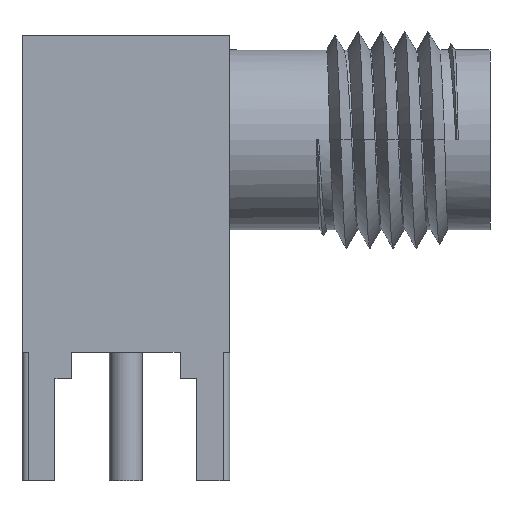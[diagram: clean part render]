
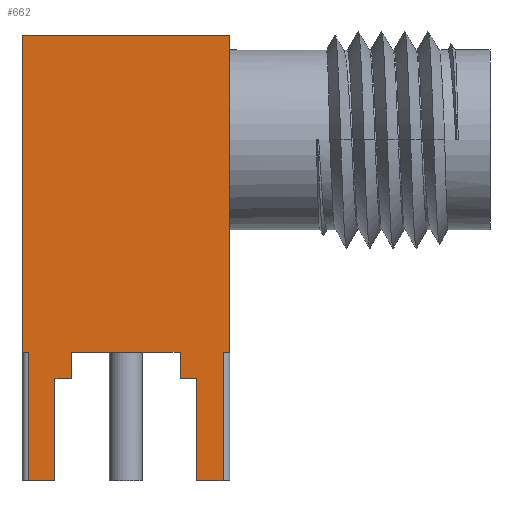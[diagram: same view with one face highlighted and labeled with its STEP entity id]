
A CAD part, left-side view. The second image highlights one B-rep face of the part: STEP entity #662.
In plain terms, the highlighted planar face has unit normal (-1, 0, 0).
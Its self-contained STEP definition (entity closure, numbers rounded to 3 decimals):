
#59 = VERTEX_POINT('',#60);
#60 = CARTESIAN_POINT('',(-3.15,3.15,0.8));
#66 = EDGE_CURVE('',#59,#67,#69,.T.);
#67 = VERTEX_POINT('',#68);
#68 = CARTESIAN_POINT('',(-3.15,3.15,10.43));
#69 = LINE('',#70,#71);
#70 = CARTESIAN_POINT('',(-3.15,3.15,-3.1));
#71 = VECTOR('',#72,1.);
#72 = DIRECTION('',(0.,0.,1.));
#201 = VERTEX_POINT('',#202);
#202 = CARTESIAN_POINT('',(-3.15,2.15,-3.1));
#208 = EDGE_CURVE('',#201,#209,#211,.T.);
#209 = VERTEX_POINT('',#210);
#210 = CARTESIAN_POINT('',(-3.15,2.95,-3.1));
#211 = LINE('',#212,#213);
#212 = CARTESIAN_POINT('',(-3.15,-3.15,-3.1));
#213 = VECTOR('',#214,1.);
#214 = DIRECTION('',(0.,1.,0.));
#645 = VERTEX_POINT('',#646);
#646 = CARTESIAN_POINT('',(-3.15,-3.15,10.43));
#652 = EDGE_CURVE('',#645,#67,#653,.T.);
#653 = LINE('',#654,#655);
#654 = CARTESIAN_POINT('',(-3.15,-3.15,10.43));
#655 = VECTOR('',#656,1.);
#656 = DIRECTION('',(0.,1.,0.));
#662 = ADVANCED_FACE('',(#663),#784,.T.);
#663 = FACE_BOUND('',#664,.T.);
#664 = EDGE_LOOP('',(#665,#675,#683,#691,#697,#698,#699,#707,#713,#714,
    #722,#730,#738,#746,#754,#762,#770,#778));
#665 = ORIENTED_EDGE('',*,*,#666,.F.);
#666 = EDGE_CURVE('',#667,#669,#671,.T.);
#667 = VERTEX_POINT('',#668);
#668 = CARTESIAN_POINT('',(-3.15,-2.95,-3.1));
#669 = VERTEX_POINT('',#670);
#670 = CARTESIAN_POINT('',(-3.15,-2.15,-3.1));
#671 = LINE('',#672,#673);
#672 = CARTESIAN_POINT('',(-3.15,-3.15,-3.1));
#673 = VECTOR('',#674,1.);
#674 = DIRECTION('',(0.,1.,0.));
#675 = ORIENTED_EDGE('',*,*,#676,.F.);
#676 = EDGE_CURVE('',#677,#667,#679,.T.);
#677 = VERTEX_POINT('',#678);
#678 = CARTESIAN_POINT('',(-3.15,-2.95,0.8));
#679 = LINE('',#680,#681);
#680 = CARTESIAN_POINT('',(-3.15,-2.95,0.8));
#681 = VECTOR('',#682,1.);
#682 = DIRECTION('',(0.,0.,-1.));
#683 = ORIENTED_EDGE('',*,*,#684,.F.);
#684 = EDGE_CURVE('',#685,#677,#687,.T.);
#685 = VERTEX_POINT('',#686);
#686 = CARTESIAN_POINT('',(-3.15,-3.15,0.8));
#687 = LINE('',#688,#689);
#688 = CARTESIAN_POINT('',(-3.15,-3.15,0.8));
#689 = VECTOR('',#690,1.);
#690 = DIRECTION('',(0.,1.,0.));
#691 = ORIENTED_EDGE('',*,*,#692,.T.);
#692 = EDGE_CURVE('',#685,#645,#693,.T.);
#693 = LINE('',#694,#695);
#694 = CARTESIAN_POINT('',(-3.15,-3.15,-3.1));
#695 = VECTOR('',#696,1.);
#696 = DIRECTION('',(0.,0.,1.));
#697 = ORIENTED_EDGE('',*,*,#652,.T.);
#698 = ORIENTED_EDGE('',*,*,#66,.F.);
#699 = ORIENTED_EDGE('',*,*,#700,.F.);
#700 = EDGE_CURVE('',#701,#59,#703,.T.);
#701 = VERTEX_POINT('',#702);
#702 = CARTESIAN_POINT('',(-3.15,2.95,0.8));
#703 = LINE('',#704,#705);
#704 = CARTESIAN_POINT('',(-3.15,2.95,0.8));
#705 = VECTOR('',#706,1.);
#706 = DIRECTION('',(0.,1.,0.));
#707 = ORIENTED_EDGE('',*,*,#708,.T.);
#708 = EDGE_CURVE('',#701,#209,#709,.T.);
#709 = LINE('',#710,#711);
#710 = CARTESIAN_POINT('',(-3.15,2.95,0.8));
#711 = VECTOR('',#712,1.);
#712 = DIRECTION('',(0.,-0.,-1.));
#713 = ORIENTED_EDGE('',*,*,#208,.F.);
#714 = ORIENTED_EDGE('',*,*,#715,.T.);
#715 = EDGE_CURVE('',#201,#716,#718,.T.);
#716 = VERTEX_POINT('',#717);
#717 = CARTESIAN_POINT('',(-3.15,2.15,0.));
#718 = LINE('',#719,#720);
#719 = CARTESIAN_POINT('',(-3.15,2.15,-1.55));
#720 = VECTOR('',#721,1.);
#721 = DIRECTION('',(0.,0.,1.));
#722 = ORIENTED_EDGE('',*,*,#723,.T.);
#723 = EDGE_CURVE('',#716,#724,#726,.T.);
#724 = VERTEX_POINT('',#725);
#725 = CARTESIAN_POINT('',(-3.15,1.65,0.));
#726 = LINE('',#727,#728);
#727 = CARTESIAN_POINT('',(-3.15,-0.75,0.));
#728 = VECTOR('',#729,1.);
#729 = DIRECTION('',(0.,-1.,0.));
#730 = ORIENTED_EDGE('',*,*,#731,.T.);
#731 = EDGE_CURVE('',#724,#732,#734,.T.);
#732 = VERTEX_POINT('',#733);
#733 = CARTESIAN_POINT('',(-3.15,1.65,0.8));
#734 = LINE('',#735,#736);
#735 = CARTESIAN_POINT('',(-3.15,1.65,-1.15));
#736 = VECTOR('',#737,1.);
#737 = DIRECTION('',(0.,0.,1.));
#738 = ORIENTED_EDGE('',*,*,#739,.T.);
#739 = EDGE_CURVE('',#732,#740,#742,.T.);
#740 = VERTEX_POINT('',#741);
#741 = CARTESIAN_POINT('',(-3.15,0.65,0.8));
#742 = LINE('',#743,#744);
#743 = CARTESIAN_POINT('',(-3.15,-2.4,0.8));
#744 = VECTOR('',#745,1.);
#745 = DIRECTION('',(0.,-1.,0.));
#746 = ORIENTED_EDGE('',*,*,#747,.T.);
#747 = EDGE_CURVE('',#740,#748,#750,.T.);
#748 = VERTEX_POINT('',#749);
#749 = CARTESIAN_POINT('',(-3.15,-0.65,0.8));
#750 = LINE('',#751,#752);
#751 = CARTESIAN_POINT('',(-3.15,-2.4,0.8));
#752 = VECTOR('',#753,1.);
#753 = DIRECTION('',(0.,-1.,0.));
#754 = ORIENTED_EDGE('',*,*,#755,.T.);
#755 = EDGE_CURVE('',#748,#756,#758,.T.);
#756 = VERTEX_POINT('',#757);
#757 = CARTESIAN_POINT('',(-3.15,-1.65,0.8));
#758 = LINE('',#759,#760);
#759 = CARTESIAN_POINT('',(-3.15,-2.4,0.8));
#760 = VECTOR('',#761,1.);
#761 = DIRECTION('',(0.,-1.,0.));
#762 = ORIENTED_EDGE('',*,*,#763,.T.);
#763 = EDGE_CURVE('',#756,#764,#766,.T.);
#764 = VERTEX_POINT('',#765);
#765 = CARTESIAN_POINT('',(-3.15,-1.65,0.));
#766 = LINE('',#767,#768);
#767 = CARTESIAN_POINT('',(-3.15,-1.65,-1.55));
#768 = VECTOR('',#769,1.);
#769 = DIRECTION('',(-0.,0.,-1.));
#770 = ORIENTED_EDGE('',*,*,#771,.T.);
#771 = EDGE_CURVE('',#764,#772,#774,.T.);
#772 = VERTEX_POINT('',#773);
#773 = CARTESIAN_POINT('',(-3.15,-2.15,0.));
#774 = LINE('',#775,#776);
#775 = CARTESIAN_POINT('',(-3.15,-2.65,0.));
#776 = VECTOR('',#777,1.);
#777 = DIRECTION('',(0.,-1.,0.));
#778 = ORIENTED_EDGE('',*,*,#779,.T.);
#779 = EDGE_CURVE('',#772,#669,#780,.T.);
#780 = LINE('',#781,#782);
#781 = CARTESIAN_POINT('',(-3.15,-2.15,-3.1));
#782 = VECTOR('',#783,1.);
#783 = DIRECTION('',(-0.,0.,-1.));
#784 = PLANE('',#785);
#785 = AXIS2_PLACEMENT_3D('',#786,#787,#788);
#786 = CARTESIAN_POINT('',(-3.15,-3.15,-3.1));
#787 = DIRECTION('',(-1.,0.,0.));
#788 = DIRECTION('',(0.,1.,0.));
